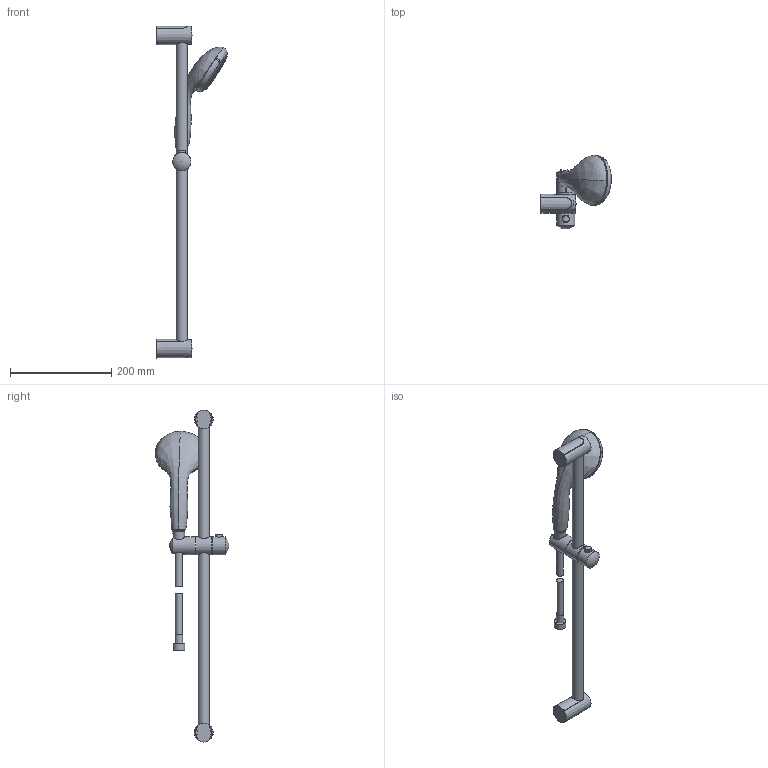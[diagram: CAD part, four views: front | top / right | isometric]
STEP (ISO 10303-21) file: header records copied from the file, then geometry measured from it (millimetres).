
FILE_DESCRIPTION(/* description */ ('Unknown'),/* implementation_level */ '2;1');
FILE_NAME(/* name */ '26077000',/* time_stamp */ '2022-09-08T14:52:52+02:00',/* author */ ('Unknown'),/* organization */ ('GROHE AG'),/* preprocessor_version */ 'ST-DEVELOPER v16.7',/* originating_system */ 'DEX',/* authorisation */ $);
FILE_SCHEMA (('AUTOMOTIVE_DESIGN {1 0 10303 214 3 1 1}'));
Length unit declared in the file: millimetre
Products named in the file (7): 26077000; id44; DF_REVOL; extrude#; Housing; trim_sur
Assembly tree (6 placements, depth 2):
  26077000
    26077000
    id44
    DF_REVOL
    extrude#
    Housing
    trim_sur
Bounding box: 139.97 x 145.76 x 657.42 mm (x, y, z)
Volume: 5193.4 mm3; surface area: 137400.4 mm2
Topology: 1 solids, 175 shells, 407 faces, 1929 edges, 1655 vertices
Faces by surface type: bspline 152, cylinder 91, cone 77, plane 59, torus 23, sphere 5
Full cylindrical faces by diameter (mm): 1.5 x10, 2.8 x52, 13.8 x2, 14.7 x2, 16.2 x1, 19.9 x1, 22 x1, 22.6 x1, 22.9 x1, 23 x1, 33.4 x1, 36 x3, 89.4 x1, 90.2 x1
Entity records: 28588 total; most frequent: CARTESIAN_POINT 15315, ORIENTED_EDGE 1969, EDGE_CURVE 1659, VERTEX_POINT 1547, B_SPLINE_CURVE_WITH_KNOTS 1244, DIRECTION 1236, EDGE_LOOP 765, FACE_BOUND 765
